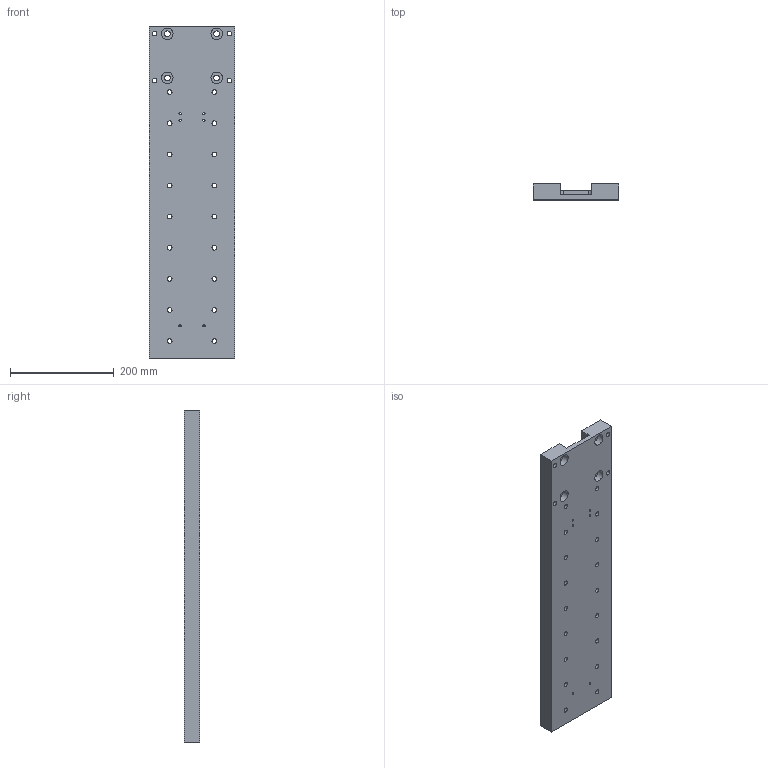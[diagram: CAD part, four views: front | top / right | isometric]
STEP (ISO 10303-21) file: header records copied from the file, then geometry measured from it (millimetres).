
FILE_DESCRIPTION(('FreeCAD Model'),'2;1');
FILE_NAME('Open CASCADE Shape Model','2023-08-29T22:44:55',(''),(''), 'Open CASCADE STEP processor 7.6','FreeCAD','Unknown');
FILE_SCHEMA(('AUTOMOTIVE_DESIGN { 1 0 10303 214 1 1 1 1 }'));
Length unit declared in the file: millimetre
Products named in the file (1): BasePlate
Bounding box: 164 x 30 x 640 mm (x, y, z)
Volume: 2520140.6 mm3; surface area: 304961.5 mm2
Topology: 1 solids, 1 shells, 140 faces, 322 edges, 206 vertices
Faces by surface type: cylinder 78, plane 34, cone 28
Full cylindrical faces by diameter (mm): 3.3 x18, 4.2 x6, 5 x4, 9 x22, 11 x4, 14 x18, 22 x4
Entity records: 8062 total; most frequent: CARTESIAN_POINT 1487, DIRECTION 1304, LINE 604, VECTOR 604, ORIENTED_EDGE 600, PCURVE 600, DEFINITIONAL_REPRESENTATION 600, AXIS2_PLACEMENT_3D 303
